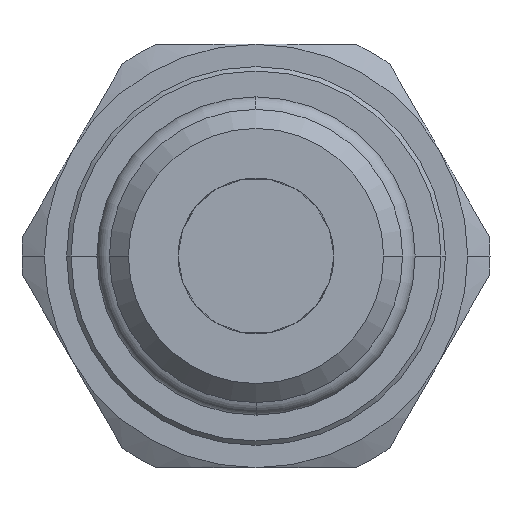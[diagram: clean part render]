
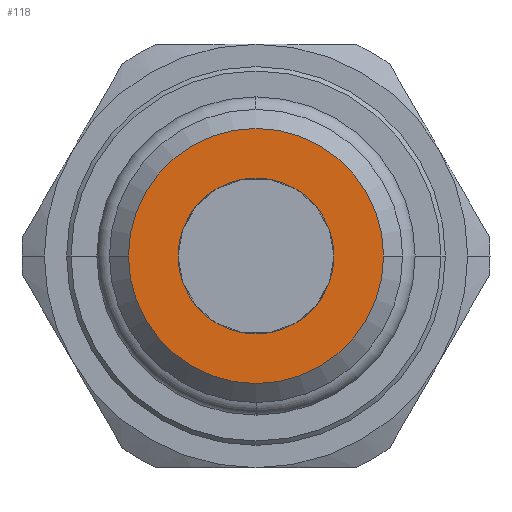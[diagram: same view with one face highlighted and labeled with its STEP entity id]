
A CAD part, front view. The second image highlights one B-rep face of the part: STEP entity #118.
In plain terms, the highlighted planar face has unit normal (0, -1, 0).
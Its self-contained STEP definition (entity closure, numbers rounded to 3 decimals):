
#118=ADVANCED_FACE('',(#285,#286),#287,.T.);
#285=FACE_OUTER_BOUND('',#469,.T.);
#286=FACE_BOUND('',#470,.T.);
#287=PLANE('',#471);
#469=EDGE_LOOP('',(#1074,#1075));
#470=EDGE_LOOP('',(#1076,#1077));
#471=AXIS2_PLACEMENT_3D('',#1078,#1079,#1080);
#1074=ORIENTED_EDGE('',*,*,#1262,.F.);
#1075=ORIENTED_EDGE('',*,*,#1410,.F.);
#1076=ORIENTED_EDGE('',*,*,#1409,.T.);
#1077=ORIENTED_EDGE('',*,*,#1265,.T.);
#1078=CARTESIAN_POINT('',(-4.611,0.0,0.0));
#1079=DIRECTION('',(0.0,-1.0,-0.0));
#1080=DIRECTION('',(1.0,0.0,0.0));
#1262=EDGE_CURVE('',#1527,#1529,#1530,.T.);
#1265=EDGE_CURVE('',#1535,#1532,#1536,.T.);
#1409=EDGE_CURVE('',#1532,#1535,#1767,.T.);
#1410=EDGE_CURVE('',#1529,#1527,#1768,.T.);
#1527=VERTEX_POINT('',#1928);
#1529=VERTEX_POINT('',#1931);
#1530=CIRCLE('',#1932,5.722);
#1532=VERTEX_POINT('',#1935);
#1535=VERTEX_POINT('',#1939);
#1536=CIRCLE('',#1940,3.5);
#1767=CIRCLE('',#2394,3.5);
#1768=CIRCLE('',#2395,5.722);
#1928=CARTESIAN_POINT('',(-5.722,0.0,0.0));
#1931=CARTESIAN_POINT('',(5.722,0.0,0.));
#1932=AXIS2_PLACEMENT_3D('',#2540,#2541,#2542);
#1935=CARTESIAN_POINT('',(-3.5,0.0,0.0));
#1939=CARTESIAN_POINT('',(3.5,0.0,0.));
#1940=AXIS2_PLACEMENT_3D('',#2545,#2546,#2547);
#2394=AXIS2_PLACEMENT_3D('',#2807,#2808,#2809);
#2395=AXIS2_PLACEMENT_3D('',#2810,#2811,#2812);
#2540=CARTESIAN_POINT('',(0.0,0.0,0.0));
#2541=DIRECTION('',(0.0,1.0,0.0));
#2542=DIRECTION('',(-1.0,0.0,0.0));
#2545=CARTESIAN_POINT('',(0.0,0.0,0.0));
#2546=DIRECTION('',(0.0,1.0,0.0));
#2547=DIRECTION('',(-1.0,0.0,0.0));
#2807=CARTESIAN_POINT('',(0.0,0.0,0.0));
#2808=DIRECTION('',(0.0,1.0,0.0));
#2809=DIRECTION('',(-1.0,0.0,0.0));
#2810=CARTESIAN_POINT('',(0.0,0.0,0.0));
#2811=DIRECTION('',(0.0,1.0,0.0));
#2812=DIRECTION('',(-1.0,0.0,0.0));
